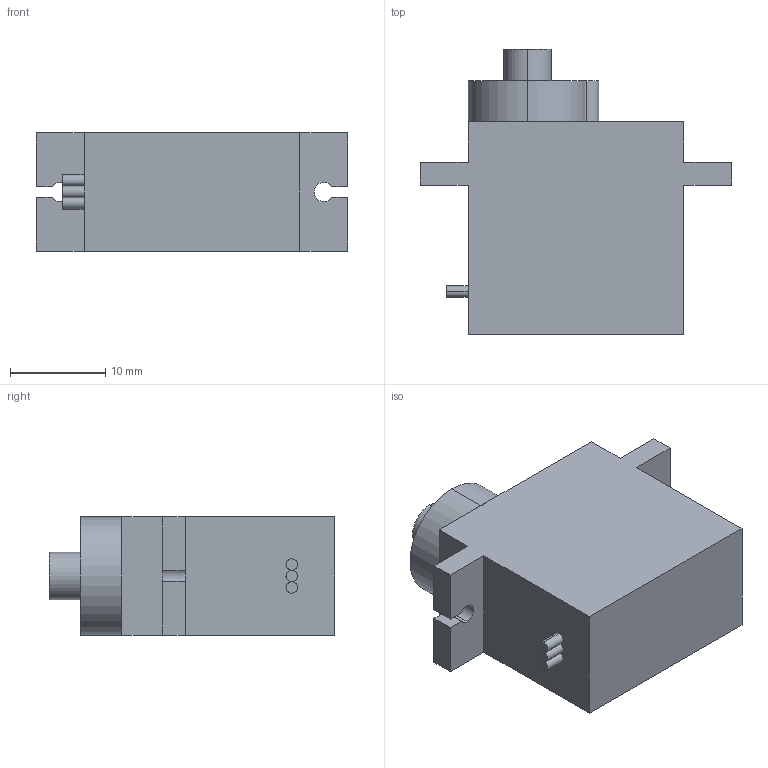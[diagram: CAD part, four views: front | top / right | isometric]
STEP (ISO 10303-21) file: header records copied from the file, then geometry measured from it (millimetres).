
FILE_DESCRIPTION (( 'STEP AP203' ), '1' );
FILE_NAME ('Servo Motor_Default_sldprt.STEP', '2024-11-27T15:22:11', ( '' ), ( '' ), 'SwSTEP 2.0', 'SolidWorks 2023', '' );
FILE_SCHEMA (( 'CONFIG_CONTROL_DESIGN' ));
Length unit declared in the file: millimetre
Products named in the file (1): Servo Motor_Default_sldprt
Bounding box: 32.6 x 29.9 x 12.4 mm (x, y, z)
Volume: 7127.5 mm3; surface area: 2692.5 mm2
Topology: 4 solids, 4 shells, 50 faces, 118 edges, 77 vertices
Faces by surface type: plane 30, cylinder 20
Entity records: 1514 total; most frequent: DIRECTION 261, CARTESIAN_POINT 246, ORIENTED_EDGE 236, EDGE_CURVE 118, AXIS2_PLACEMENT_3D 92, VECTOR 77, LINE 77, VERTEX_POINT 77
